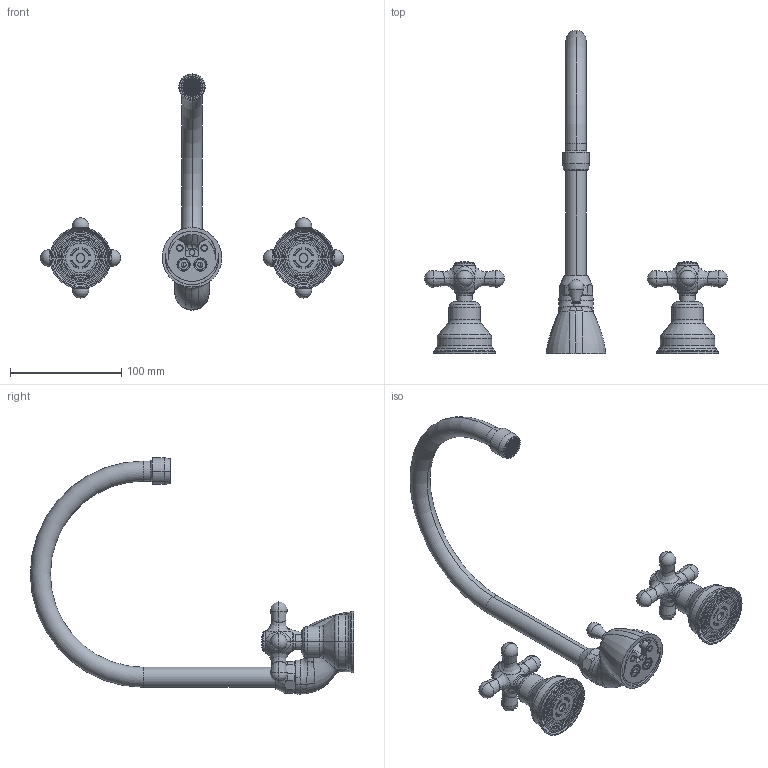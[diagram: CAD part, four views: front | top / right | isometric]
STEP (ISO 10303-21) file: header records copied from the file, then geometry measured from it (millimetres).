
FILE_DESCRIPTION((''),'2;1');
FILE_NAME('IRV057CR','2021-11-10T17:23:23',('ut3'),('PAFFONI SpA'),'CREO PARAMETRIC BY PTC INC, 2020044','CREO PARAMETRIC BY PTC INC, 2020044','');
FILE_SCHEMA(('CONFIG_CONTROL_DESIGN','SHAPE_APPEARANCE_LAYERS_GROUPS'));
Length unit declared in the file: millimetre
Products named in the file (1): IRV057CR
Bounding box: 272 x 290 x 211.85 mm (x, y, z)
Volume: 194832.7 mm3; surface area: 136261.8 mm2
Topology: 11 solids, 11 shells, 2250 faces, 6285 edges, 4049 vertices
Faces by surface type: plane 1626, cylinder 272, torus 122, bspline 106, cone 102, sphere 22
Entity records: 105208 total; most frequent: CARTESIAN_POINT 38802, ORIENTED_EDGE 12518, DIRECTION 12132, EDGE_CURVE 6259, AXIS2_PLACEMENT_3D 4062, VERTEX_POINT 4049, VECTOR 4008, LINE 4008
